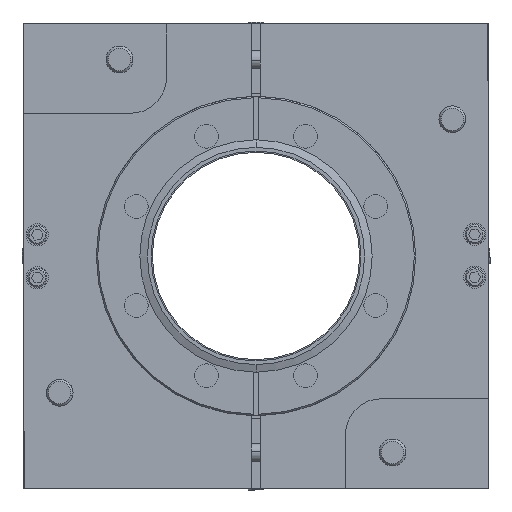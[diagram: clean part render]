
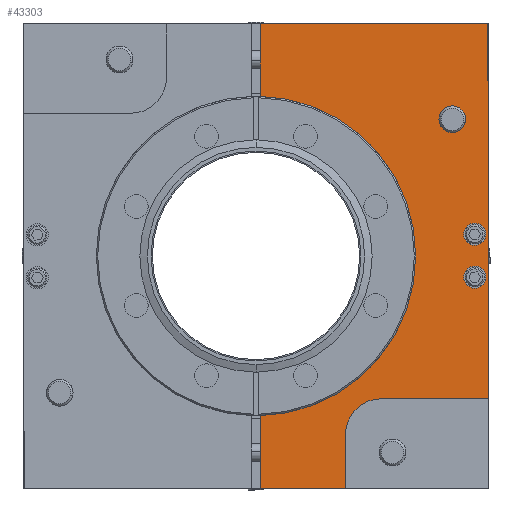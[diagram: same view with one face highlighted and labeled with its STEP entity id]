
A CAD part, front view. The second image highlights one B-rep face of the part: STEP entity #43303.
In plain terms, the highlighted planar face has unit normal (0, -1, 0).
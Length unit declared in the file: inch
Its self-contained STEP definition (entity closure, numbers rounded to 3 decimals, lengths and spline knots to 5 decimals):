
#120 = EDGE_CURVE ( 'NONE', #45506, #34772, #36268, .T. ) ;
#271 = VERTEX_POINT ( 'NONE', #2010 ) ;
#455 = FACE_BOUND ( 'NONE', #44755, .T. ) ;
#501 = DIRECTION ( 'NONE',  ( 0., -1., 0. ) ) ;
#1371 = DIRECTION ( 'NONE',  ( 0., -1., 0. ) ) ;
#2010 = CARTESIAN_POINT ( 'NONE',  ( 1.75245, 0.25, -1.99785 ) ) ;
#2588 = AXIS2_PLACEMENT_3D ( 'NONE', #42079, #42064, #42023 ) ;
#3201 = EDGE_CURVE ( 'NONE', #34772, #7165, #31144, .T. ) ;
#3850 = CARTESIAN_POINT ( 'NONE',  ( 2.74766, 0.25, 1.91337 ) ) ;
#3907 = LINE ( 'NONE', #32071, #12923 ) ;
#4051 = CARTESIAN_POINT ( 'NONE',  ( 0., 0.25, 0. ) ) ;
#4555 = CARTESIAN_POINT ( 'NONE',  ( 0.05852, 0.25, 3.25007 ) ) ;
#4748 = LINE ( 'NONE', #43792, #23899 ) ;
#4807 = CIRCLE ( 'NONE', #28654, 0.1875 ) ;
#5048 = CARTESIAN_POINT ( 'NONE',  ( 1.25398, 0.25, -3.24847 ) ) ;
#5149 = CARTESIAN_POINT ( 'NONE',  ( 2.90538, 0.25, 0.30356 ) ) ;
#5159 = CIRCLE ( 'NONE', #15012, 0.15625 ) ;
#5273 = EDGE_CURVE ( 'NONE', #7165, #36160, #17374, .T. ) ;
#5629 = AXIS2_PLACEMENT_3D ( 'NONE', #3850, #30539, #7706 ) ;
#5697 = CARTESIAN_POINT ( 'NONE',  ( 2.125, 0.25, 0.00261 ) ) ;
#5884 = CARTESIAN_POINT ( 'NONE',  ( 3.24601, 0.25, 3.25398 ) ) ;
#6222 = EDGE_CURVE ( 'NONE', #23424, #46929, #45704, .T. ) ;
#6775 = ORIENTED_EDGE ( 'NONE', *, *, #3201, .F. ) ;
#7165 = VERTEX_POINT ( 'NONE', #29485 ) ;
#7454 = ORIENTED_EDGE ( 'NONE', *, *, #10704, .F. ) ;
#7706 = DIRECTION ( 'NONE',  ( -1., 0., -0.001 ) ) ;
#7914 = DIRECTION ( 'NONE',  ( -1., 0., -0.001 ) ) ;
#8159 = EDGE_CURVE ( 'NONE', #46929, #29438, #9709, .T. ) ;
#8193 = CIRCLE ( 'NONE', #12038, 0.5 ) ;
#8801 = LINE ( 'NONE', #22605, #16673 ) ;
#9081 = ORIENTED_EDGE ( 'NONE', *, *, #10760, .T. ) ;
#9709 = LINE ( 'NONE', #29148, #18771 ) ;
#9732 = ORIENTED_EDGE ( 'NONE', *, *, #5273, .F. ) ;
#10678 = FACE_BOUND ( 'NONE', #24097, .T. ) ;
#10704 = EDGE_CURVE ( 'NONE', #29438, #35254, #4748, .T. ) ;
#10760 = EDGE_CURVE ( 'NONE', #37502, #48484, #4807, .T. ) ;
#11409 = ORIENTED_EDGE ( 'NONE', *, *, #120, .F. ) ;
#11871 = EDGE_CURVE ( 'NONE', #27105, #32554, #39636, .T. ) ;
#12038 = AXIS2_PLACEMENT_3D ( 'NONE', #26813, #30802, #30162 ) ;
#12923 = VECTOR ( 'NONE', #31910, 39.37008 ) ;
#13075 = DIRECTION ( 'NONE',  ( 0., -1., 0. ) ) ;
#13085 = EDGE_CURVE ( 'NONE', #35254, #271, #3907, .T. ) ;
#13628 = CARTESIAN_POINT ( 'NONE',  ( 2.56016, 0.25, 1.91314 ) ) ;
#14548 = DIRECTION ( 'NONE',  ( 0., -1., 0. ) ) ;
#14703 = ORIENTED_EDGE ( 'NONE', *, *, #6222, .F. ) ;
#14917 = EDGE_CURVE ( 'NONE', #271, #15978, #8193, .T. ) ;
#15012 = AXIS2_PLACEMENT_3D ( 'NONE', #37176, #14548, #40906 ) ;
#15593 = VECTOR ( 'NONE', #25738, 39.37008 ) ;
#15978 = VERTEX_POINT ( 'NONE', #21934 ) ;
#16673 = VECTOR ( 'NONE', #22504, 39.37008 ) ;
#16934 = ORIENTED_EDGE ( 'NONE', *, *, #11871, .F. ) ;
#17374 = CIRCLE ( 'NONE', #42622, 2.125 ) ;
#18262 = EDGE_CURVE ( 'NONE', #15978, #45506, #8801, .T. ) ;
#18393 = ORIENTED_EDGE ( 'NONE', *, *, #18262, .F. ) ;
#18426 = ORIENTED_EDGE ( 'NONE', *, *, #34100, .F. ) ;
#18771 = VECTOR ( 'NONE', #31925, 39.37008 ) ;
#19116 = CARTESIAN_POINT ( 'NONE',  ( 2.90612, 0.25, -0.29644 ) ) ;
#19494 = AXIS2_PLACEMENT_3D ( 'NONE', #29717, #29615, #29556 ) ;
#19769 = CARTESIAN_POINT ( 'NONE',  ( 3.25245, 0.25, -1.99601 ) ) ;
#19918 = ORIENTED_EDGE ( 'NONE', *, *, #13085, .F. ) ;
#20847 = FACE_BOUND ( 'NONE', #38442, .T. ) ;
#21934 = CARTESIAN_POINT ( 'NONE',  ( 1.25306, 0.25, -2.49847 ) ) ;
#22302 = EDGE_LOOP ( 'NONE', ( #11409, #18393, #45894, #19918, #7454, #27845, #14703, #25168, #9732, #6775 ) ) ;
#22504 = DIRECTION ( 'NONE',  ( 0.001, 0., -1. ) ) ;
#22605 = CARTESIAN_POINT ( 'NONE',  ( 1.25398, 0.25, -3.24847 ) ) ;
#22781 = ORIENTED_EDGE ( 'NONE', *, *, #37858, .T. ) ;
#23424 = VERTEX_POINT ( 'NONE', #46412 ) ;
#23448 = CARTESIAN_POINT ( 'NONE',  ( 3.06163, 0.25, 0.30375 ) ) ;
#23569 = EDGE_CURVE ( 'NONE', #31567, #32131, #47613, .T. ) ;
#23747 = AXIS2_PLACEMENT_3D ( 'NONE', #4051, #30704, #7914 ) ;
#23899 = VECTOR ( 'NONE', #43719, 39.37008 ) ;
#24097 = EDGE_LOOP ( 'NONE', ( #9081, #22781 ) ) ;
#24347 = CARTESIAN_POINT ( 'NONE',  ( 0., 0.25, 0. ) ) ;
#24869 = CIRCLE ( 'NONE', #41053, 0.15625 ) ;
#25168 = ORIENTED_EDGE ( 'NONE', *, *, #36754, .F. ) ;
#25738 = DIRECTION ( 'NONE',  ( -0.001, 0., 1. ) ) ;
#25875 = DIRECTION ( 'NONE',  ( -1., 0., -0.001 ) ) ;
#26601 = CIRCLE ( 'NONE', #5629, 0.1875 ) ;
#26813 = CARTESIAN_POINT ( 'NONE',  ( 1.75306, 0.25, -2.49785 ) ) ;
#27105 = VERTEX_POINT ( 'NONE', #19116 ) ;
#27270 = DIRECTION ( 'NONE',  ( 1., 0., 0.001 ) ) ;
#27845 = ORIENTED_EDGE ( 'NONE', *, *, #8159, .F. ) ;
#28170 = DIRECTION ( 'NONE',  ( -1., 0., -0.001 ) ) ;
#28654 = AXIS2_PLACEMENT_3D ( 'NONE', #38901, #38868, #38636 ) ;
#29148 = CARTESIAN_POINT ( 'NONE',  ( 3.24601, 0.25, 3.25398 ) ) ;
#29438 = VERTEX_POINT ( 'NONE', #5884 ) ;
#29485 = CARTESIAN_POINT ( 'NONE',  ( 0.0651, 0.25, -2.124 ) ) ;
#29556 = DIRECTION ( 'NONE',  ( 1., 0., 0.001 ) ) ;
#29615 = DIRECTION ( 'NONE',  ( 0., -1., 0. ) ) ;
#29717 = CARTESIAN_POINT ( 'NONE',  ( 3.06237, 0.25, -0.29625 ) ) ;
#30035 = CARTESIAN_POINT ( 'NONE',  ( 1.25398, 0.25, -3.24847 ) ) ;
#30162 = DIRECTION ( 'NONE',  ( -1., 0., -0.001 ) ) ;
#30401 = PLANE ( 'NONE',  #23747 ) ;
#30539 = DIRECTION ( 'NONE',  ( 0., 1., 0. ) ) ;
#30704 = DIRECTION ( 'NONE',  ( 0., 1., 0. ) ) ;
#30802 = DIRECTION ( 'NONE',  ( 0., -1., 0. ) ) ;
#30905 = FACE_OUTER_BOUND ( 'NONE', #22302, .T. ) ;
#31144 = LINE ( 'NONE', #41627, #49212 ) ;
#31151 = EDGE_CURVE ( 'NONE', #32554, #27105, #5159, .T. ) ;
#31204 = ORIENTED_EDGE ( 'NONE', *, *, #31151, .F. ) ;
#31567 = VERTEX_POINT ( 'NONE', #43671 ) ;
#31910 = DIRECTION ( 'NONE',  ( -1., 0., -0.001 ) ) ;
#31925 = DIRECTION ( 'NONE',  ( 1., 0., 0.001 ) ) ;
#32071 = CARTESIAN_POINT ( 'NONE',  ( 1.75245, 0.25, -1.99785 ) ) ;
#32131 = VERTEX_POINT ( 'NONE', #5149 ) ;
#32554 = VERTEX_POINT ( 'NONE', #45777 ) ;
#33046 = CARTESIAN_POINT ( 'NONE',  ( 2.93516, 0.25, 1.9136 ) ) ;
#34100 = EDGE_CURVE ( 'NONE', #32131, #31567, #24869, .T. ) ;
#34772 = VERTEX_POINT ( 'NONE', #42516 ) ;
#35134 = DIRECTION ( 'NONE',  ( -1., 0., -0.001 ) ) ;
#35254 = VERTEX_POINT ( 'NONE', #19769 ) ;
#36160 = VERTEX_POINT ( 'NONE', #5697 ) ;
#36233 = VECTOR ( 'NONE', #35134, 39.37008 ) ;
#36268 = LINE ( 'NONE', #30035, #36233 ) ;
#36754 = EDGE_CURVE ( 'NONE', #36160, #23424, #42121, .T. ) ;
#37176 = CARTESIAN_POINT ( 'NONE',  ( 3.06237, 0.25, -0.29625 ) ) ;
#37502 = VERTEX_POINT ( 'NONE', #13628 ) ;
#37858 = EDGE_CURVE ( 'NONE', #48484, #37502, #26601, .T. ) ;
#38442 = EDGE_LOOP ( 'NONE', ( #31204, #16934 ) ) ;
#38636 = DIRECTION ( 'NONE',  ( -1., 0., -0.001 ) ) ;
#38868 = DIRECTION ( 'NONE',  ( 0., 1., 0. ) ) ;
#38901 = CARTESIAN_POINT ( 'NONE',  ( 2.74766, 0.25, 1.91337 ) ) ;
#39636 = CIRCLE ( 'NONE', #19494, 0.15625 ) ;
#39703 = CARTESIAN_POINT ( 'NONE',  ( 0., 0.25, 0. ) ) ;
#40361 = ORIENTED_EDGE ( 'NONE', *, *, #23569, .F. ) ;
#40906 = DIRECTION ( 'NONE',  ( 1., 0., 0.001 ) ) ;
#41053 = AXIS2_PLACEMENT_3D ( 'NONE', #23448, #501, #27270 ) ;
#41419 = DIRECTION ( 'NONE',  ( -0.001, 0., 1. ) ) ;
#41627 = CARTESIAN_POINT ( 'NONE',  ( 0.0651, 0.25, -2.124 ) ) ;
#42023 = DIRECTION ( 'NONE',  ( 1., 0., 0.001 ) ) ;
#42064 = DIRECTION ( 'NONE',  ( 0., -1., 0. ) ) ;
#42079 = CARTESIAN_POINT ( 'NONE',  ( 3.06163, 0.25, 0.30375 ) ) ;
#42121 = CIRCLE ( 'NONE', #47841, 2.125 ) ;
#42516 = CARTESIAN_POINT ( 'NONE',  ( 0.06648, 0.25, -3.24992 ) ) ;
#42622 = AXIS2_PLACEMENT_3D ( 'NONE', #39703, #13075, #25875 ) ;
#43303 = ADVANCED_FACE ( 'NONE', ( #20847, #455, #10678, #30905 ), #30401, .F. ) ;
#43671 = CARTESIAN_POINT ( 'NONE',  ( 3.21788, 0.25, 0.30395 ) ) ;
#43719 = DIRECTION ( 'NONE',  ( 0.001, 0., -1. ) ) ;
#43792 = CARTESIAN_POINT ( 'NONE',  ( 3.24601, 0.25, 3.25398 ) ) ;
#44755 = EDGE_LOOP ( 'NONE', ( #40361, #18426 ) ) ;
#45506 = VERTEX_POINT ( 'NONE', #5048 ) ;
#45704 = LINE ( 'NONE', #46914, #15593 ) ;
#45777 = CARTESIAN_POINT ( 'NONE',  ( 3.21862, 0.25, -0.29605 ) ) ;
#45894 = ORIENTED_EDGE ( 'NONE', *, *, #14917, .F. ) ;
#46412 = CARTESIAN_POINT ( 'NONE',  ( 0.0599, 0.25, 2.12416 ) ) ;
#46914 = CARTESIAN_POINT ( 'NONE',  ( 0.05852, 0.25, 3.25007 ) ) ;
#46929 = VERTEX_POINT ( 'NONE', #4555 ) ;
#47613 = CIRCLE ( 'NONE', #2588, 0.15625 ) ;
#47841 = AXIS2_PLACEMENT_3D ( 'NONE', #24347, #1371, #28170 ) ;
#48484 = VERTEX_POINT ( 'NONE', #33046 ) ;
#49212 = VECTOR ( 'NONE', #41419, 39.37008 ) ;
